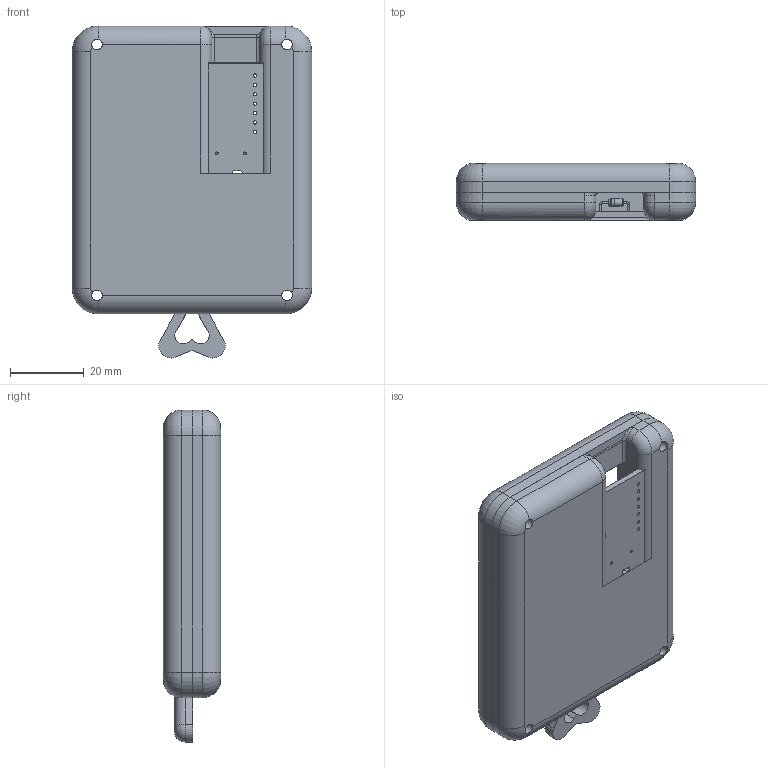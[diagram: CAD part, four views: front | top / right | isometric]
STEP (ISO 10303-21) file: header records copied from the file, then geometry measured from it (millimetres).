
FILE_DESCRIPTION(/* description */ ('STEP AP242','CAx-IF Rec.Pracs.---Representation and Presentation of Product Manufacturing Information (PMI)---4.0---2014-10-13','CAx-IF Rec.Pracs.---3D Tessellated Geometry---0.4---2014-09-14','2;1'),/* implementation_level */ '2;1');
FILE_NAME(/* name */ '6853556dea76bc3a9e69d722',/* time_stamp */ '2025-06-19T00:10:21Z',/* author */ (''),/* organization */ (''),/* preprocessor_version */ 'ST-DEVELOPER v20',/* originating_system */ 'ONSHAPE BY PTC INC, 1.199',/* authorisation */ ' ');
FILE_SCHEMA (('AP242_MANAGED_MODEL_BASED_3D_ENGINEERING_MIM_LF { 1 0 10303 442 1 1 4 }'));
Length unit declared in the file: metre
Products named in the file (7): Assembly 1; D_DO-35_SOD27_P7.62mm_Horizontal; Part 3; Part 1; hackpad-workshop_PCB; Part 2
Assembly tree (8 placements, depth 2):
  Assembly 1
    D_DO-35_SOD27_P7.62mm_Horizontal  x2
    Part 3
    D_DO-35_SOD27_P7.62mm_Horizontal  x2
    Part 1
    hackpad-workshop_PCB
    Part 2
Bounding box: 65 x 15.6 x 90.08 mm (x, y, z)
Volume: 42131.7 mm3; surface area: 28271 mm2
Topology: 8 solids, 8 shells, 212 faces, 564 edges, 362 vertices
Faces by surface type: cylinder 109, plane 81, torus 22
Full cylindrical faces by diameter (mm): 0.5 x6, 0.8 x4, 0.889 x14, 1 x5, 1.5 x6, 1.7 x6, 2 x4, 2.02 x2, 2.9 x8, 4 x3
Entity records: 6375 total; most frequent: CARTESIAN_POINT 1117, DIRECTION 1081, ORIENTED_EDGE 944, EDGE_CURVE 472, AXIS2_PLACEMENT_3D 430, EDGE_LOOP 352, FACE_BOUND 352, VERTEX_POINT 336
